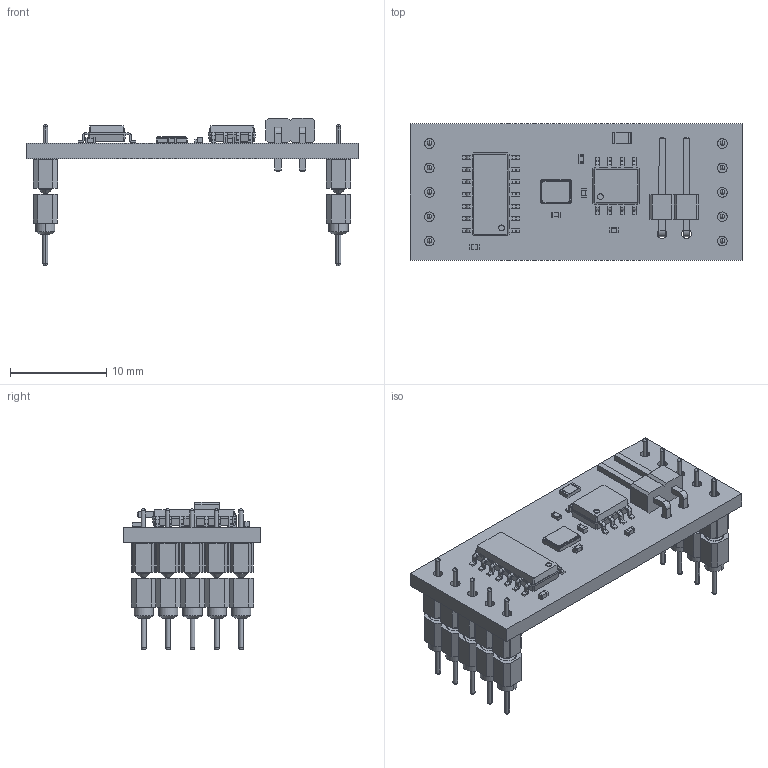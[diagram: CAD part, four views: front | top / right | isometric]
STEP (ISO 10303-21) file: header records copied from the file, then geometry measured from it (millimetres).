
FILE_DESCRIPTION(('KiCad electronic assembly'),'2;1');
FILE_NAME('CM251X.STEP','2023-12-27T11:34:50',('Pcbnew'),('Kicad'), 'Open CASCADE STEP processor 7.7','KiCad to STEP converter','Unknown' );
FILE_SCHEMA(('AUTOMOTIVE_DESIGN { 1 0 10303 214 1 1 1 1 }'));
Length unit declared in the file: millimetre
Products named in the file (20): CM251X 1; R_0805_2012Metric; SOLID; SOIC-14_3.9x8.7mm_P1.27mm; C_0402_1005Metric; SOIC-8_3.9x4.9mm_P1.27mm; R_0402_1005Metric; Male Header; COMPOUND; Female Header; PinHeader_1x02_P2.54mm_Horizontal; Crystal_SMD_3225-4Pin_3.2x2.5mm; Can-Module PCB
Assembly tree (24 placements, depth 3):
  CM251X 1
    R_0805_2012Metric
      SOLID
    SOIC-14_3.9x8.7mm_P1.27mm
      SOLID
    C_0402_1005Metric  x4
      SOLID
    SOIC-8_3.9x4.9mm_P1.27mm
      SOLID
    R_0402_1005Metric
      SOLID
    Male Header  x2
      COMPOUND
    Female Header  x2
      COMPOUND
    PinHeader_1x02_P2.54mm_Horizontal
      SOLID
    Crystal_SMD_3225-4Pin_3.2x2.5mm
      SOLID
    Can-Module PCB
Bounding box: 34.54 x 14.22 x 15.33 mm (x, y, z)
Volume: 1294.2 mm3; surface area: 3297.8 mm2
Topology: 51 solids, 51 shells, 1320 faces, 3256 edges, 2054 vertices
Faces by surface type: plane 730, cylinder 380, bspline 90, cone 80, sphere 40
Full cylindrical faces by diameter (mm): 0.6 x2, 1 x12
Entity records: 62309 total; most frequent: CARTESIAN_POINT 12515, DIRECTION 8545, LINE 5454, VECTOR 5454, ORIENTED_EDGE 4500, PCURVE 4500, DEFINITIONAL_REPRESENTATION 4500, EDGE_CURVE 2250
